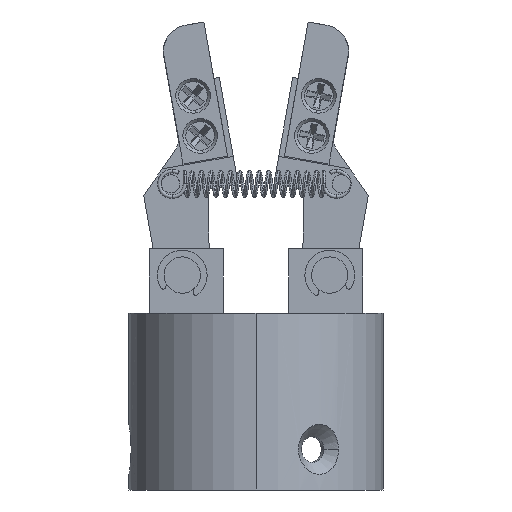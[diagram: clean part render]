
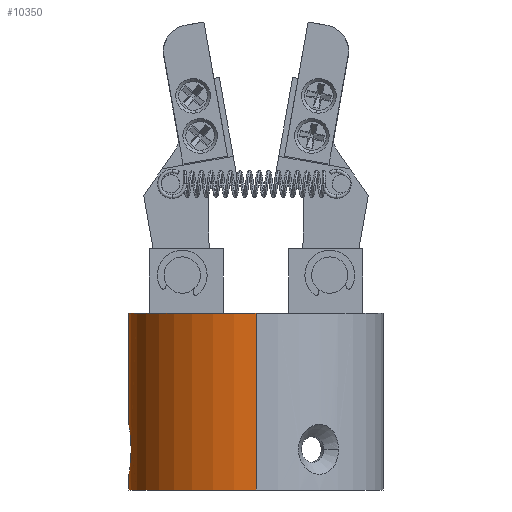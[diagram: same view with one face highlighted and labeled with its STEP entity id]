
A CAD part, left-side view. The second image highlights one B-rep face of the part: STEP entity #10350.
In plain terms, the highlighted cylindrical face has radius 11.113 mm (diameter 22.225 mm), a partial arc.
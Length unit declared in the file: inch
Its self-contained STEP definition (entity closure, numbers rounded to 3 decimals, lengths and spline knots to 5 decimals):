
#1700 = CIRCLE ( 'NONE', #9985, 0.4375 ) ;
#1733 = VECTOR ( 'NONE', #13386, 39.37008 ) ;
#1739 = LINE ( 'NONE', #13391, #1733 ) ;
#1764 = CIRCLE ( 'NONE', #10001, 0.4375 ) ;
#2431 = B_SPLINE_CURVE_WITH_KNOTS ( 'NONE', 3,
 ( #11870, #11838, #11836, #11835, #11833, #11824, #11822, #11819, #11817, #11811, #11810, #11805, #11804, #11803, #11793, #11792, #11785, #11783, #11782, #11776, #11775, #11774, #11772, #11771, #11769, #11760, #11755, #11751 ),
 .UNSPECIFIED., .F., .F.,
 ( 4, 2, 2, 2, 2, 2, 2, 2, 2, 2, 2, 2, 2, 4 ),
 ( 0.00169, 0.0021, 0.00251, 0.00334, 0.00375, 0.00416, 0.00458, 0.00499, 0.00582, 0.00664, 0.00705, 0.00747, 0.00788, 0.00829 ),
 .UNSPECIFIED. ) ;
#2436 = B_SPLINE_CURVE_WITH_KNOTS ( 'NONE', 3,
 ( #12018, #12003, #12002, #12000, #11999, #11997, #11995, #11991, #11987, #11980, #11978, #11976, #11968, #11965, #11964, #11963, #11957, #11952, #11951, #11946, #11942, #11937, #11932, #11925, #11924, #11922, #11919, #11916, #11914, #11904 ),
 .UNSPECIFIED., .F., .F.,
 ( 4, 2, 2, 2, 2, 2, 2, 2, 2, 2, 2, 2, 2, 2, 4 ),
 ( 0.00829, 0.00912, 0.00953, 0.00994, 0.01077, 0.01118, 0.01159, 0.01201, 0.01242, 0.01283, 0.01324, 0.01365, 0.01407, 0.01448, 0.01489 ),
 .UNSPECIFIED. ) ;
#5069 = VERTEX_POINT ( 'NONE', #26804 ) ;
#5661 = VERTEX_POINT ( 'NONE', #27255 ) ;
#5781 = VERTEX_POINT ( 'NONE', #26985 ) ;
#5799 = VERTEX_POINT ( 'NONE', #27263 ) ;
#5877 = VERTEX_POINT ( 'NONE', #27094 ) ;
#6065 = VERTEX_POINT ( 'NONE', #13900 ) ;
#7702 = EDGE_LOOP ( 'NONE', ( #8796, #8878, #8977, #8974 ) ) ;
#8353 = EDGE_CURVE ( 'NONE', #5661, #5799, #1700, .T. ) ;
#8381 = EDGE_CURVE ( 'NONE', #5799, #5069, #1739, .T. ) ;
#8397 = EDGE_CURVE ( 'NONE', #5877, #5069, #1764, .T. ) ;
#8418 = EDGE_CURVE ( 'NONE', #6065, #5781, #2436, .T. ) ;
#8425 = EDGE_CURVE ( 'NONE', #5781, #6065, #2431, .T. ) ;
#8437 = EDGE_CURVE ( 'NONE', #5661, #5877, #8482, .T. ) ;
#8482 = LINE ( 'NONE', #12185, #8483 ) ;
#8483 = VECTOR ( 'NONE', #12183, 39.37008 ) ;
#8796 = ORIENTED_EDGE ( 'NONE', *, *, #8353, .F. ) ;
#8878 = ORIENTED_EDGE ( 'NONE', *, *, #8437, .T. ) ;
#8972 = ORIENTED_EDGE ( 'NONE', *, *, #8418, .T. ) ;
#8974 = ORIENTED_EDGE ( 'NONE', *, *, #8381, .F. ) ;
#8977 = ORIENTED_EDGE ( 'NONE', *, *, #8397, .T. ) ;
#8979 = ORIENTED_EDGE ( 'NONE', *, *, #8425, .T. ) ;
#9278 = EDGE_LOOP ( 'NONE', ( #8972, #8979 ) ) ;
#9985 = AXIS2_PLACEMENT_3D ( 'NONE', #13540, #13530, #13529 ) ;
#10001 = AXIS2_PLACEMENT_3D ( 'NONE', #13314, #13313, #13311 ) ;
#10350 = ADVANCED_FACE ( 'NONE', ( #14240, #14255 ), #14254, .T. ) ;
#11751 = CARTESIAN_POINT ( 'NONE',  ( 0., 0.4375, 0.226 ) ) ;
#11755 = CARTESIAN_POINT ( 'NONE',  ( 0.00545, 0.4375, 0.226 ) ) ;
#11760 = CARTESIAN_POINT ( 'NONE',  ( 0.01083, 0.4374, 0.2254 ) ) ;
#11769 = CARTESIAN_POINT ( 'NONE',  ( 0.02141, 0.43701, 0.22303 ) ) ;
#11771 = CARTESIAN_POINT ( 'NONE',  ( 0.02664, 0.43672, 0.22123 ) ) ;
#11772 = CARTESIAN_POINT ( 'NONE',  ( 0.03642, 0.43601, 0.21667 ) ) ;
#11774 = CARTESIAN_POINT ( 'NONE',  ( 0.04103, 0.43559, 0.21389 ) ) ;
#11775 = CARTESIAN_POINT ( 'NONE',  ( 0.04972, 0.43469, 0.20737 ) ) ;
#11776 = CARTESIAN_POINT ( 'NONE',  ( 0.05374, 0.4342, 0.20366 ) ) ;
#11782 = CARTESIAN_POINT ( 'NONE',  ( 0.06448, 0.43278, 0.19162 ) ) ;
#11783 = CARTESIAN_POINT ( 'NONE',  ( 0.07015, 0.43186, 0.18208 ) ) ;
#11785 = CARTESIAN_POINT ( 'NONE',  ( 0.07767, 0.43057, 0.16187 ) ) ;
#11792 = CARTESIAN_POINT ( 'NONE',  ( 0.07963, 0.43019, 0.15093 ) ) ;
#11793 = CARTESIAN_POINT ( 'NONE',  ( 0.07965, 0.43019, 0.13472 ) ) ;
#11803 = CARTESIAN_POINT ( 'NONE',  ( 0.07918, 0.43028, 0.12925 ) ) ;
#11804 = CARTESIAN_POINT ( 'NONE',  ( 0.07728, 0.43062, 0.11852 ) ) ;
#11805 = CARTESIAN_POINT ( 'NONE',  ( 0.07586, 0.43088, 0.11331 ) ) ;
#11810 = CARTESIAN_POINT ( 'NONE',  ( 0.07212, 0.43152, 0.10316 ) ) ;
#11811 = CARTESIAN_POINT ( 'NONE',  ( 0.06975, 0.43191, 0.09819 ) ) ;
#11817 = CARTESIAN_POINT ( 'NONE',  ( 0.06421, 0.43277, 0.08889 ) ) ;
#11819 = CARTESIAN_POINT ( 'NONE',  ( 0.06103, 0.43324, 0.08453 ) ) ;
#11822 = CARTESIAN_POINT ( 'NONE',  ( 0.0502, 0.43467, 0.07236 ) ) ;
#11824 = CARTESIAN_POINT ( 'NONE',  ( 0.0414, 0.43565, 0.06566 ) ) ;
#11833 = CARTESIAN_POINT ( 'NONE',  ( 0.02662, 0.43672, 0.05876 ) ) ;
#11835 = CARTESIAN_POINT ( 'NONE',  ( 0.0215, 0.437, 0.057 ) ) ;
#11836 = CARTESIAN_POINT ( 'NONE',  ( 0.01089, 0.4374, 0.05461 ) ) ;
#11838 = CARTESIAN_POINT ( 'NONE',  ( 0.00541, 0.4375, 0.054 ) ) ;
#11870 = CARTESIAN_POINT ( 'NONE',  ( 0., 0.4375, 0.054 ) ) ;
#11904 = CARTESIAN_POINT ( 'NONE',  ( 0., 0.4375, 0.054 ) ) ;
#11914 = CARTESIAN_POINT ( 'NONE',  ( -0.0054, 0.4375, 0.054 ) ) ;
#11916 = CARTESIAN_POINT ( 'NONE',  ( -0.01085, 0.4374, 0.0546 ) ) ;
#11919 = CARTESIAN_POINT ( 'NONE',  ( -0.02148, 0.437, 0.05699 ) ) ;
#11922 = CARTESIAN_POINT ( 'NONE',  ( -0.02657, 0.43672, 0.05874 ) ) ;
#11924 = CARTESIAN_POINT ( 'NONE',  ( -0.03635, 0.43602, 0.0633 ) ) ;
#11925 = CARTESIAN_POINT ( 'NONE',  ( -0.04107, 0.43559, 0.06614 ) ) ;
#11932 = CARTESIAN_POINT ( 'NONE',  ( -0.04971, 0.43469, 0.07262 ) ) ;
#11937 = CARTESIAN_POINT ( 'NONE',  ( -0.05368, 0.43421, 0.07628 ) ) ;
#11942 = CARTESIAN_POINT ( 'NONE',  ( -0.06093, 0.43325, 0.0844 ) ) ;
#11946 = CARTESIAN_POINT ( 'NONE',  ( -0.06414, 0.43278, 0.08879 ) ) ;
#11951 = CARTESIAN_POINT ( 'NONE',  ( -0.06968, 0.43192, 0.09806 ) ) ;
#11952 = CARTESIAN_POINT ( 'NONE',  ( -0.07205, 0.43153, 0.10302 ) ) ;
#11957 = CARTESIAN_POINT ( 'NONE',  ( -0.07583, 0.43088, 0.11319 ) ) ;
#11963 = CARTESIAN_POINT ( 'NONE',  ( -0.07724, 0.43063, 0.11839 ) ) ;
#11964 = CARTESIAN_POINT ( 'NONE',  ( -0.07915, 0.43028, 0.12904 ) ) ;
#11965 = CARTESIAN_POINT ( 'NONE',  ( -0.07964, 0.43019, 0.13453 ) ) ;
#11968 = CARTESIAN_POINT ( 'NONE',  ( -0.07965, 0.43019, 0.14538 ) ) ;
#11976 = CARTESIAN_POINT ( 'NONE',  ( -0.07918, 0.43028, 0.15076 ) ) ;
#11978 = CARTESIAN_POINT ( 'NONE',  ( -0.07728, 0.43062, 0.16144 ) ) ;
#11980 = CARTESIAN_POINT ( 'NONE',  ( -0.07585, 0.43088, 0.16676 ) ) ;
#11987 = CARTESIAN_POINT ( 'NONE',  ( -0.07021, 0.43185, 0.18197 ) ) ;
#11991 = CARTESIAN_POINT ( 'NONE',  ( -0.06457, 0.43277, 0.19149 ) ) ;
#11995 = CARTESIAN_POINT ( 'NONE',  ( -0.05382, 0.43419, 0.20358 ) ) ;
#11997 = CARTESIAN_POINT ( 'NONE',  ( -0.0498, 0.43468, 0.2073 ) ) ;
#11999 = CARTESIAN_POINT ( 'NONE',  ( -0.04112, 0.43558, 0.21383 ) ) ;
#12000 = CARTESIAN_POINT ( 'NONE',  ( -0.0365, 0.436, 0.21662 ) ) ;
#12002 = CARTESIAN_POINT ( 'NONE',  ( -0.02175, 0.43707, 0.22352 ) ) ;
#12003 = CARTESIAN_POINT ( 'NONE',  ( -0.0109, 0.4375, 0.226 ) ) ;
#12018 = CARTESIAN_POINT ( 'NONE',  ( 0., 0.4375, 0.226 ) ) ;
#12183 = DIRECTION ( 'NONE',  ( 0., 0., -1. ) ) ;
#12185 = CARTESIAN_POINT ( 'NONE',  ( 0.4375, 0., 0.609 ) ) ;
#13311 = DIRECTION ( 'NONE',  ( 1., 0., 0. ) ) ;
#13313 = DIRECTION ( 'NONE',  ( 0., 0., 1. ) ) ;
#13314 = CARTESIAN_POINT ( 'NONE',  ( 0., 0., 0. ) ) ;
#13386 = DIRECTION ( 'NONE',  ( 0., 0., -1. ) ) ;
#13391 = CARTESIAN_POINT ( 'NONE',  ( -0.4375, 0., 0.609 ) ) ;
#13529 = DIRECTION ( 'NONE',  ( 1., 0., 0. ) ) ;
#13530 = DIRECTION ( 'NONE',  ( 0., 0., 1. ) ) ;
#13540 = CARTESIAN_POINT ( 'NONE',  ( 0., 0., 0.609 ) ) ;
#13900 = CARTESIAN_POINT ( 'NONE',  ( 0., 0.4375, 0.226 ) ) ;
#14240 = FACE_BOUND ( 'NONE', #9278, .T. ) ;
#14254 = CYLINDRICAL_SURFACE ( 'NONE', #16138, 0.4375 ) ;
#14255 = FACE_OUTER_BOUND ( 'NONE', #7702, .T. ) ;
#16138 = AXIS2_PLACEMENT_3D ( 'NONE', #21212, #21220, #21221 ) ;
#21212 = CARTESIAN_POINT ( 'NONE',  ( 0., 0., 0.609 ) ) ;
#21220 = DIRECTION ( 'NONE',  ( 0., 0., -1. ) ) ;
#21221 = DIRECTION ( 'NONE',  ( -1., 0., 0. ) ) ;
#26804 = CARTESIAN_POINT ( 'NONE',  ( -0.4375, 0., 0. ) ) ;
#26985 = CARTESIAN_POINT ( 'NONE',  ( 0., 0.4375, 0.054 ) ) ;
#27094 = CARTESIAN_POINT ( 'NONE',  ( 0.4375, 0., 0. ) ) ;
#27255 = CARTESIAN_POINT ( 'NONE',  ( 0.4375, 0., 0.609 ) ) ;
#27263 = CARTESIAN_POINT ( 'NONE',  ( -0.4375, 0., 0.609 ) ) ;
